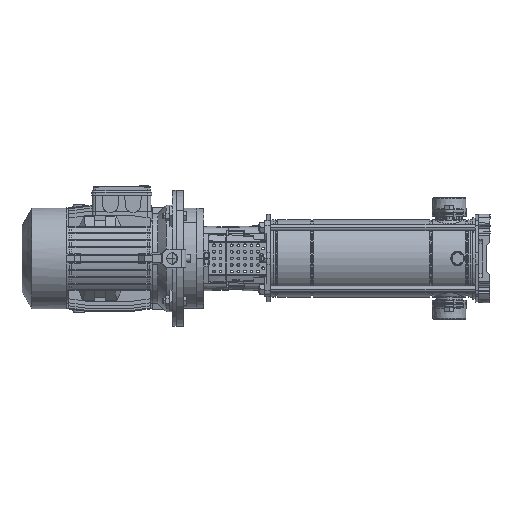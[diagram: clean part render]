
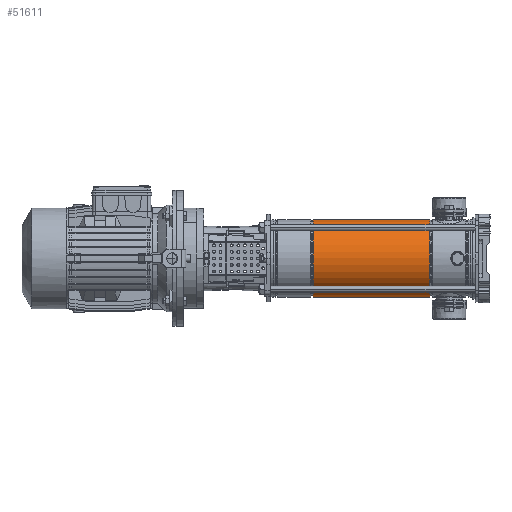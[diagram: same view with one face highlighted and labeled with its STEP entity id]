
A CAD part, left-side view. The second image highlights one B-rep face of the part: STEP entity #51611.
In plain terms, the highlighted cylindrical face has radius 85.9 mm (diameter 171.8 mm), a partial arc.
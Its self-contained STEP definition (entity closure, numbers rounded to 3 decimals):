
#721 = EDGE_CURVE ( 'NONE', #21522, #32798, #13340, .T. ) ;
#3896 = CARTESIAN_POINT ( 'NONE',  ( 85.9, 0., 0. ) ) ;
#6574 = CARTESIAN_POINT ( 'NONE',  ( 85.9, 0., 93.897 ) ) ;
#7057 = ORIENTED_EDGE ( 'NONE', *, *, #15754, .T. ) ;
#7724 = DIRECTION ( 'NONE',  ( -1., 0., 0. ) ) ;
#10156 = EDGE_CURVE ( 'NONE', #58100, #32798, #46317, .T. ) ;
#10708 = LINE ( 'NONE', #3896, #102588 ) ;
#13340 = CIRCLE ( 'NONE', #16707, 85.9 ) ;
#15754 = EDGE_CURVE ( 'NONE', #18543, #58100, #79088, .T. ) ;
#16707 = AXIS2_PLACEMENT_3D ( 'NONE', #72019, #47409, #7724 ) ;
#18276 = DIRECTION ( 'NONE',  ( 0., 0., -1. ) ) ;
#18543 = VERTEX_POINT ( 'NONE', #71730 ) ;
#20788 = DIRECTION ( 'NONE',  ( 0., 0., -1. ) ) ;
#21522 = VERTEX_POINT ( 'NONE', #6574 ) ;
#32798 = VERTEX_POINT ( 'NONE', #92069 ) ;
#37350 = AXIS2_PLACEMENT_3D ( 'NONE', #67397, #18276, #75740 ) ;
#37460 = DIRECTION ( 'NONE',  ( 0., 0., -1. ) ) ;
#38269 = EDGE_CURVE ( 'NONE', #18543, #21522, #10708, .T. ) ;
#45549 = ORIENTED_EDGE ( 'NONE', *, *, #721, .F. ) ;
#46317 = LINE ( 'NONE', #53149, #62023 ) ;
#47409 = DIRECTION ( 'NONE',  ( 0., 0., -1. ) ) ;
#51611 = ADVANCED_FACE ( 'NONE', ( #84589 ), #68373, .T. ) ;
#53149 = CARTESIAN_POINT ( 'NONE',  ( -85.9, 0., 0. ) ) ;
#56156 = ORIENTED_EDGE ( 'NONE', *, *, #38269, .F. ) ;
#57579 = DIRECTION ( 'NONE',  ( -1., 0., 0. ) ) ;
#58100 = VERTEX_POINT ( 'NONE', #72321 ) ;
#62023 = VECTOR ( 'NONE', #37460, 1000. ) ;
#66154 = DIRECTION ( 'NONE',  ( 0., 0., -1. ) ) ;
#67397 = CARTESIAN_POINT ( 'NONE',  ( 0., 0., 351.103 ) ) ;
#67852 = CARTESIAN_POINT ( 'NONE',  ( 0., 0., 0. ) ) ;
#68373 = CYLINDRICAL_SURFACE ( 'NONE', #82321, 85.9 ) ;
#71730 = CARTESIAN_POINT ( 'NONE',  ( 85.9, 0., 351.103 ) ) ;
#72019 = CARTESIAN_POINT ( 'NONE',  ( 0., 0., 93.897 ) ) ;
#72321 = CARTESIAN_POINT ( 'NONE',  ( -85.9, 0., 351.103 ) ) ;
#75740 = DIRECTION ( 'NONE',  ( -1., 0., 0. ) ) ;
#79088 = CIRCLE ( 'NONE', #37350, 85.9 ) ;
#80453 = EDGE_LOOP ( 'NONE', ( #56156, #7057, #95382, #45549 ) ) ;
#82321 = AXIS2_PLACEMENT_3D ( 'NONE', #67852, #20788, #57579 ) ;
#84589 = FACE_OUTER_BOUND ( 'NONE', #80453, .T. ) ;
#92069 = CARTESIAN_POINT ( 'NONE',  ( -85.9, 0., 93.897 ) ) ;
#95382 = ORIENTED_EDGE ( 'NONE', *, *, #10156, .T. ) ;
#102588 = VECTOR ( 'NONE', #66154, 1000. ) ;
